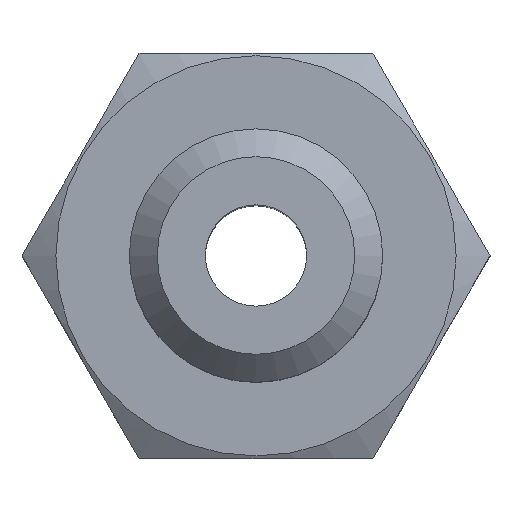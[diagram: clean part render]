
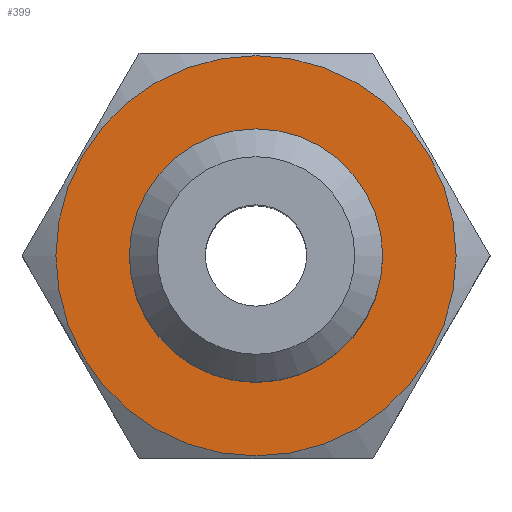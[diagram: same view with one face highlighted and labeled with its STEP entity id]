
A CAD part, top view. The second image highlights one B-rep face of the part: STEP entity #399.
In plain terms, the highlighted planar face has unit normal (0, 0, 1).
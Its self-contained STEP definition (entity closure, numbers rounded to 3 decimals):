
#25=CIRCLE('',#419,3.95);
#30=CIRCLE('',#428,2.5);
#92=ORIENTED_EDGE('',*,*,#131,.T.);
#93=ORIENTED_EDGE('',*,*,#136,.F.);
#131=EDGE_CURVE('',#155,#155,#25,.T.);
#136=EDGE_CURVE('',#160,#160,#30,.T.);
#155=VERTEX_POINT('',#600);
#160=VERTEX_POINT('',#614);
#195=EDGE_LOOP('',(#92));
#196=EDGE_LOOP('',(#93));
#227=FACE_BOUND('',#195,.T.);
#228=FACE_BOUND('',#196,.T.);
#250=PLANE('',#429);
#399=ADVANCED_FACE('',(#227,#228),#250,.T.);
#419=AXIS2_PLACEMENT_3D('',#599,#465,#466);
#428=AXIS2_PLACEMENT_3D('',#613,#483,#484);
#429=AXIS2_PLACEMENT_3D('',#615,#485,#486);
#465=DIRECTION('',(0.,0.,1.));
#466=DIRECTION('',(1.,0.,0.));
#483=DIRECTION('',(0.,0.,1.));
#484=DIRECTION('',(1.,0.,0.));
#485=DIRECTION('',(0.,0.,1.));
#486=DIRECTION('',(1.,0.,0.));
#599=CARTESIAN_POINT('',(0.,0.,1.75));
#600=CARTESIAN_POINT('',(3.95,0.,1.75));
#613=CARTESIAN_POINT('',(0.,0.,1.75));
#614=CARTESIAN_POINT('',(2.5,0.,1.75));
#615=CARTESIAN_POINT('',(0.,0.,1.75));
